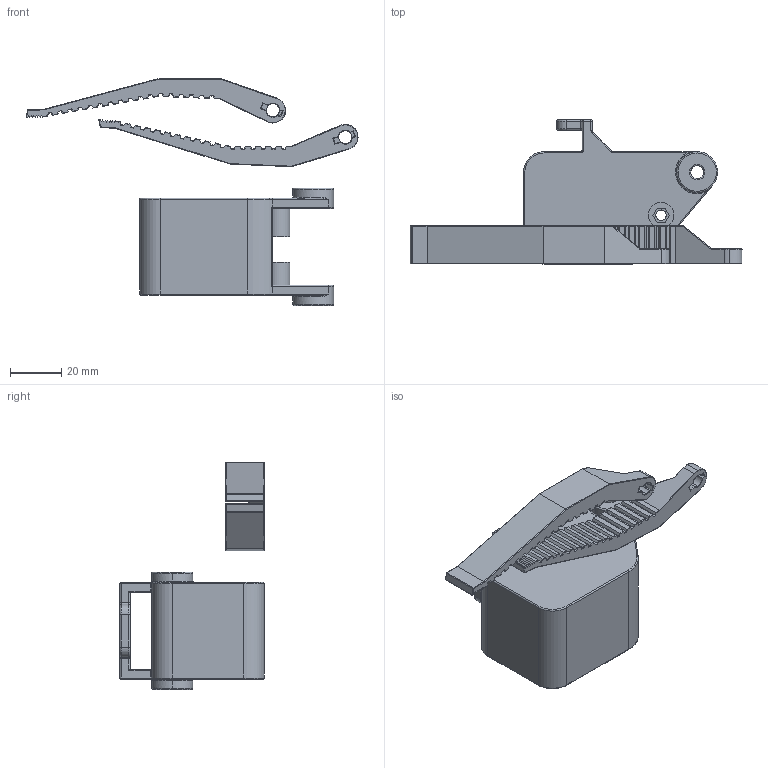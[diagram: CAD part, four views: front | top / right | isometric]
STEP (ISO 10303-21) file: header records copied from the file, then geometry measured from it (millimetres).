
FILE_DESCRIPTION (( 'STEP AP214' ), '1' );
FILE_NAME ('湖荂璃3.STEP', '2024-11-23T00:53:22', ( '' ), ( '' ), 'SwSTEP 2.0', 'SolidWorks 2023', '' );
FILE_SCHEMA (( 'AUTOMOTIVE_DESIGN' ));
Length unit declared in the file: millimetre
Products named in the file (4): 打印件3; 夹爪支架; 夹爪C-左; 夹爪C-右
Assembly tree (3 placements, depth 2):
  打印件3
    夹爪支架
    夹爪C-右
    夹爪C-左
Bounding box: 130.07 x 56.5 x 88.93 mm (x, y, z)
Volume: 55698.4 mm3; surface area: 31779.3 mm2
Topology: 4 solids, 4 shells, 849 faces, 2012 edges, 1158 vertices
Faces by surface type: cylinder 475, plane 275, torus 73, sphere 18, bspline 8
Entity records: 23837 total; most frequent: CARTESIAN_POINT 5357, ORIENTED_EDGE 3988, DIRECTION 3671, EDGE_CURVE 1994, VECTOR 1251, LINE 1251, AXIS2_PLACEMENT_3D 1210, VERTEX_POINT 1156
